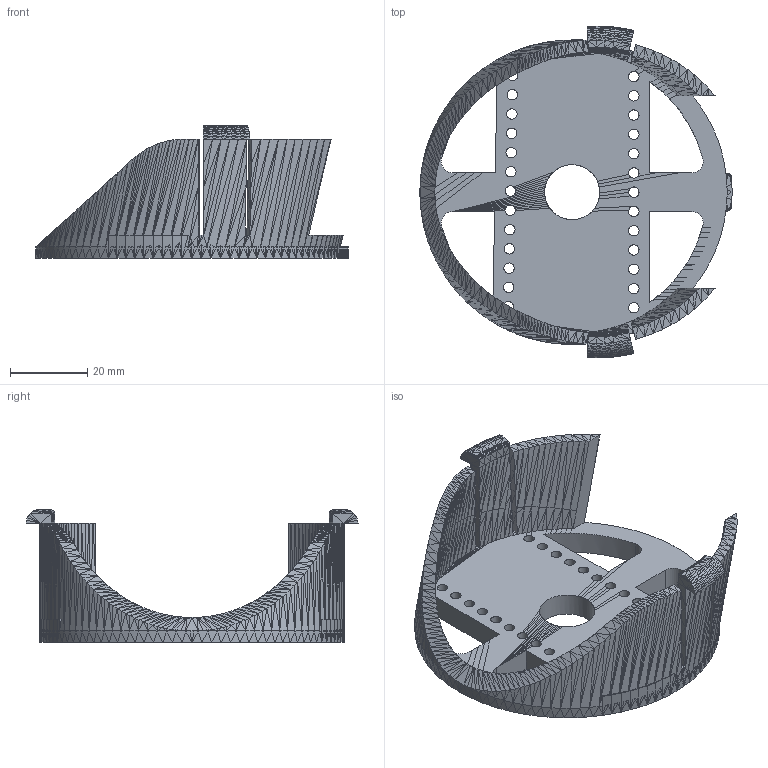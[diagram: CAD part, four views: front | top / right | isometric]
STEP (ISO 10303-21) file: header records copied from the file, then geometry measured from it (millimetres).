
FILE_DESCRIPTION(/* description */ (''),/* implementation_level */ '2;1');
FILE_NAME(/* name */ 'oculus-out.step',/* time_stamp */ '2023-07-30T19:38:51+08:00',/* author */ (''),/* organization */ (''),/* preprocessor_version */ 'ST-DEVELOPER v19.2',/* originating_system */ 'Autodesk Translation Framework v11.17.0.187',/* authorisation */ '');
FILE_SCHEMA (('AUTOMOTIVE_DESIGN { 1 0 10303 214 3 1 1 }'));
Length unit declared in the file: millimetre
Products named in the file (2): oculus-out; connector
Assembly tree (1 placements, depth 2):
  oculus-out
    connector
Bounding box: 81 x 86.15 x 34.5 mm (x, y, z)
Surface area: 19347.9 mm2 (no closed solid volume)
Topology: 0 solids, 1 shells, 2161 faces, 3860 edges, 1687 vertices
Faces by surface type: plane 2118, cylinder 43
Full cylindrical faces by diameter (mm): 2.7 x26, 14.3 x1
Entity records: 51258 total; most frequent: DIRECTION 8775, CARTESIAN_POINT 8419, ORIENTED_EDGE 8316, EDGE_CURVE 4158, LINE 3869, VECTOR 3869, AXIS2_PLACEMENT_3D 2453, EDGE_LOOP 2321
